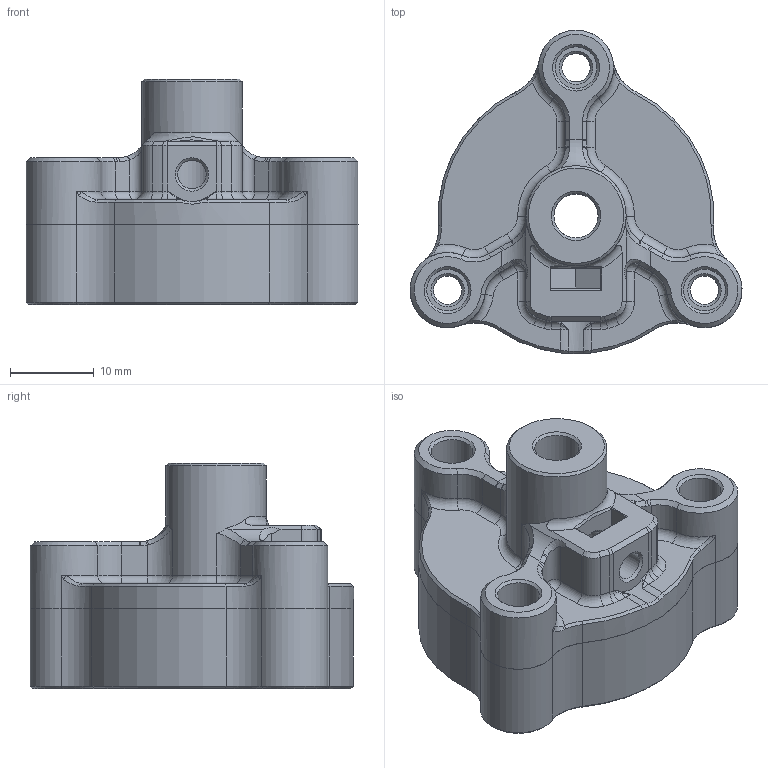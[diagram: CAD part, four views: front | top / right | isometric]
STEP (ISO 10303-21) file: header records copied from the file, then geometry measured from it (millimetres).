
FILE_DESCRIPTION(/* description */ (''),/* implementation_level */ '2;1');
FILE_NAME(/* name */ 'shaft_block v4.step',/* time_stamp */ '2020-11-09T22:27:03+02:00',/* author */ (''),/* organization */ (''),/* preprocessor_version */ 'ST-DEVELOPER v18.1',/* originating_system */ 'Autodesk Translation Framework v9.3.0.1241',/* authorisation */ '');
FILE_SCHEMA (('AUTOMOTIVE_DESIGN { 1 0 10303 214 3 1 1 }'));
Length unit declared in the file: millimetre
Products named in the file (3): shaft_block; bottom; top
Assembly tree (2 placements, depth 2):
  shaft_block
    bottom
    top
Bounding box: 39.75 x 38.73 x 27 mm (x, y, z)
Volume: 10732.5 mm3; surface area: 8142.5 mm2
Topology: 2 solids, 2 shells, 271 faces, 661 edges, 390 vertices
Faces by surface type: cylinder 75, cone 64, bspline 59, plane 43, torus 28, sphere 2
Full cylindrical faces by diameter (mm): 3.4 x8, 5 x3, 5.3 x2, 6 x3, 12 x1, 26.4 x1
Entity records: 9563 total; most frequent: CARTESIAN_POINT 3438, ORIENTED_EDGE 1306, DIRECTION 1191, EDGE_CURVE 653, AXIS2_PLACEMENT_3D 468, VERTEX_POINT 390, EDGE_LOOP 295, FACE_OUTER_BOUND 271
